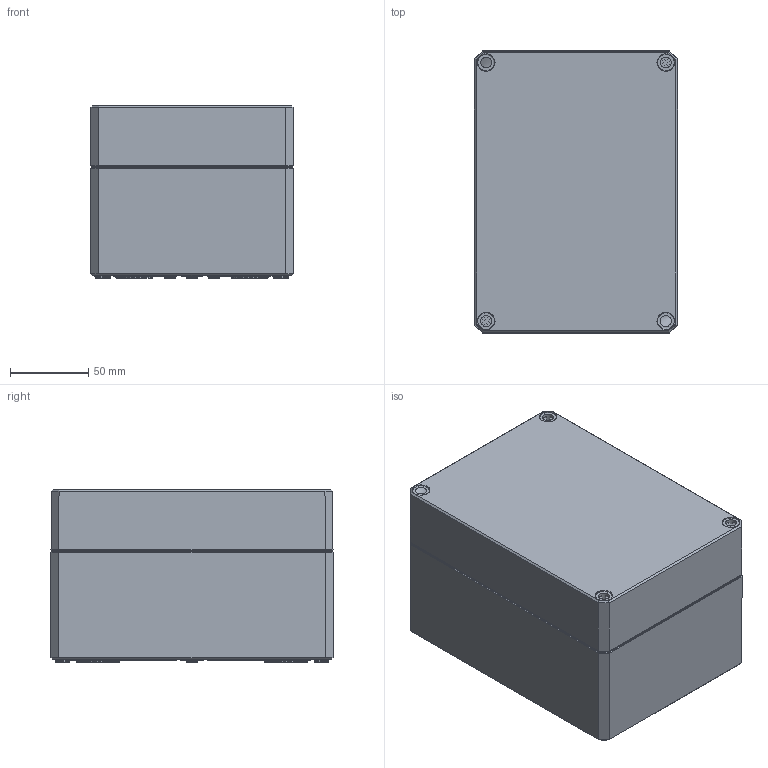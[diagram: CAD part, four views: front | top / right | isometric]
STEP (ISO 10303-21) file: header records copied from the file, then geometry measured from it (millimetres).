
FILE_DESCRIPTION(/* description */ (''),/* implementation_level */ '2;1');
FILE_NAME(/* name */ '0903108310 MBI 181311 OK.stp',/* time_stamp */ '2020-12-16T08:34:44+01:00',/* author */ ('alexander.rose'),/* organization */ (''),/* preprocessor_version */ 'ST-DEVELOPER v17.2',/* originating_system */ 'Autodesk Inventor 2019',/* authorisation */ '');
FILE_SCHEMA (('AUTOMOTIVE_DESIGN { 1 0 10303 214 3 1 1 }'));
Products named in the file (5): 0903108310 MBI 181311 H OK; 0901108392-UT_181372 - Index03; 0903108311-OT_181339 Klar; Schraube _ M10 x 58 _ MBTK -; Dichtung_1813xx
Assembly tree (7 placements, depth 2):
  0903108310 MBI 181311 H OK
    0901108392-UT_181372 - Index03
    0903108311-OT_181339 Klar
    Schraube _ M10 x 58 _ MBTK -  x4
    Dichtung_1813xx
Bounding box: 130 x 180.5 x 110.7 mm (x, y, z)
Volume: 403297.7 mm3; surface area: 256063.7 mm2
Topology: 7 solids, 7 shells, 2624 faces, 6420 edges, 4017 vertices
Faces by surface type: plane 1171, bspline 499, cylinder 380, torus 342, cone 216, sphere 16
Full cylindrical faces by diameter (mm): 4.5 x4, 5 x4, 5.8 x8, 6 x1, 7 x4, 8.376 x4, 10 x1, 10.5 x4, 13.965 x2
Entity records: 74544 total; most frequent: CARTESIAN_POINT 21778, ORIENTED_EDGE 11350, DIRECTION 10062, EDGE_CURVE 5675, AXIS2_PLACEMENT_3D 3544, VERTEX_POINT 3528, LINE 2974, VECTOR 2974
